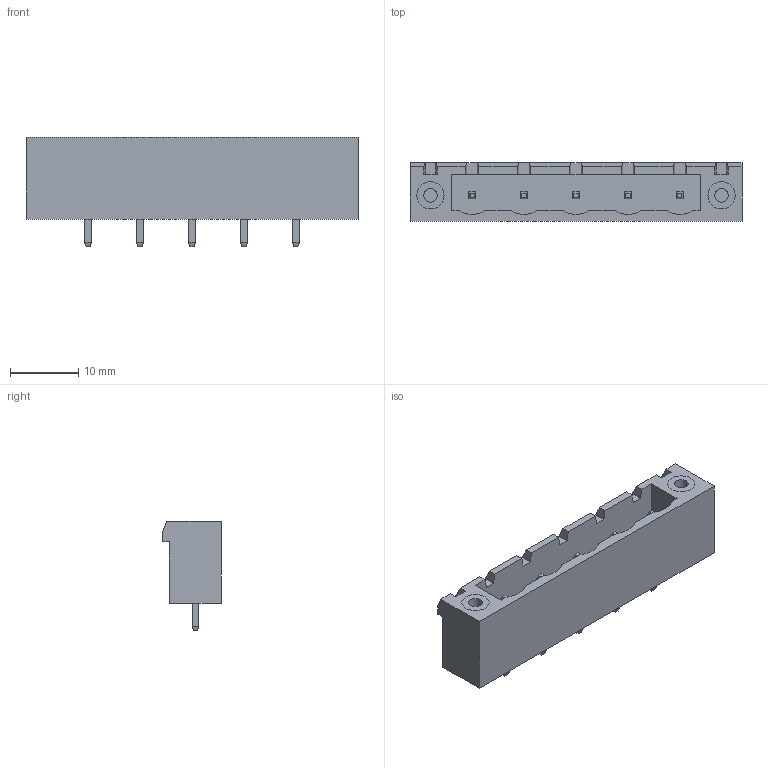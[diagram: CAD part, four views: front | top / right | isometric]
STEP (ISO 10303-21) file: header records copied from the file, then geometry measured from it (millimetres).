
FILE_DESCRIPTION(/* description */ ('model of PhoenixContact_GMSTBV-GF_05x7.62mm_Vertical_ThreadedFlange.'),/* implementation_level */ FILE_NAME(/* name */ 'PhoenixContact_GMSTBV-GF_05x7.62mm_Vertical_ThreadedFlange..stp',/* time_stamp */ '2017-02-24T02:35:34',/* author */ ('Rene Poeschl',''),/* organization */ (''),/* preprocessor_version */ '',/* originating_system */ '',/* authorisation */ '');
FILE_NAME(/* name */ 'PhoenixContact_GMSTBV-GF_05x7.62mm_Vertical_ThreadedFlange..stp',/* time_stamp */ '2017-02-24T02:35:34',/* author */ ('Rene Poeschl',''),/* organization */ (''),/* preprocessor_version */ '',/* originating_system */ '',/* authorisation */ '');
FILE_SCHEMA(('AUTOMOTIVE_DESIGN_CC2 { 1 2 10303 214 -1 1 5 4 }'));
Length unit declared in the file: millimetre
Products named in the file (1): GMSTBV_01x05_GF_7_62mm
Bounding box: 48.68 x 8.6 x 16 mm (x, y, z)
Volume: 2843.8 mm3; surface area: 3157.4 mm2
Topology: 1 solids, 1 shells, 154 faces, 362 edges, 224 vertices
Faces by surface type: plane 147, cylinder 7
Full cylindrical faces by diameter (mm): 2 x2
Entity records: 9974 total; most frequent: CARTESIAN_POINT 1609, DIRECTION 1298, LINE 944, VECTOR 944, ORIENTED_EDGE 724, PCURVE 724, DEFINITIONAL_REPRESENTATION 724, EDGE_CURVE 362
